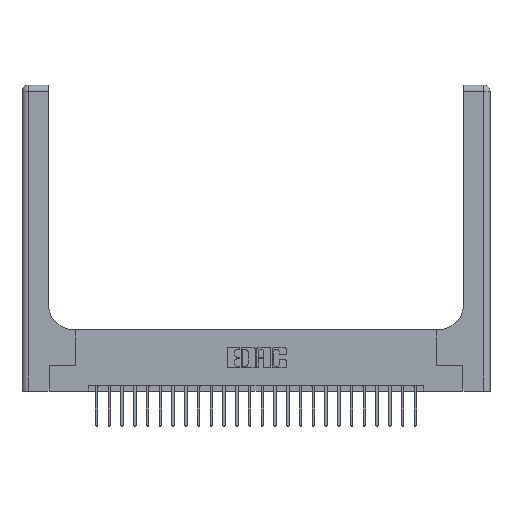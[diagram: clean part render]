
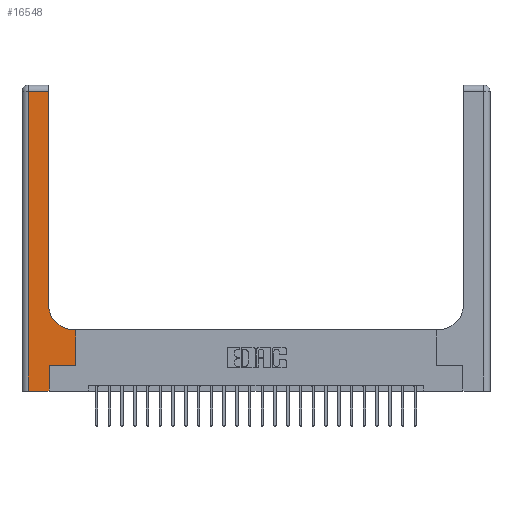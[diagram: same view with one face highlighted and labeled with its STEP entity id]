
A CAD part, top view. The second image highlights one B-rep face of the part: STEP entity #16548.
In plain terms, the highlighted planar face has unit normal (0, 0, 1).
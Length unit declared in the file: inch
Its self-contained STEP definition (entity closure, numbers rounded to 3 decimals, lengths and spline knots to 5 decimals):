
#62 = CARTESIAN_POINT ( 'NONE',  ( 0.26, 2.94, 0.37 ) ) ;
#168 = VECTOR ( 'NONE', #21989, 39.37008 ) ;
#537 = CARTESIAN_POINT ( 'NONE',  ( 0.51, 0.85, 0.37 ) ) ;
#652 = ORIENTED_EDGE ( 'NONE', *, *, #19279, .T. ) ;
#832 = CARTESIAN_POINT ( 'NONE',  ( 0.51, 0.6, 0.37 ) ) ;
#1011 = ORIENTED_EDGE ( 'NONE', *, *, #16596, .T. ) ;
#1371 = CARTESIAN_POINT ( 'NONE',  ( 0.26, 0.6, 0.37 ) ) ;
#1809 = DIRECTION ( 'NONE',  ( 0., 1., 0. ) ) ;
#2773 = LINE ( 'NONE', #1371, #168 ) ;
#3123 = CARTESIAN_POINT ( 'NONE',  ( 0.26, 3., 0.37 ) ) ;
#3286 = ORIENTED_EDGE ( 'NONE', *, *, #5289, .T. ) ;
#3467 = VECTOR ( 'NONE', #10477, 39.37008 ) ;
#3690 = CARTESIAN_POINT ( 'NONE',  ( 0.26, 0.85, 0.37 ) ) ;
#4041 = VECTOR ( 'NONE', #19424, 39.37008 ) ;
#4306 = CARTESIAN_POINT ( 'NONE',  ( 0.265, 0., 0.37 ) ) ;
#4473 = VERTEX_POINT ( 'NONE', #6503 ) ;
#4669 = CIRCLE ( 'NONE', #22077, 0.25 ) ;
#4922 = ORIENTED_EDGE ( 'NONE', *, *, #8853, .T. ) ;
#5289 = EDGE_CURVE ( 'NONE', #6060, #8484, #14348, .T. ) ;
#6001 = ORIENTED_EDGE ( 'NONE', *, *, #21275, .T. ) ;
#6060 = VERTEX_POINT ( 'NONE', #62 ) ;
#6210 = ORIENTED_EDGE ( 'NONE', *, *, #21164, .T. ) ;
#6254 = CARTESIAN_POINT ( 'NONE',  ( 0.265, 0.25, 0.37 ) ) ;
#6307 = DIRECTION ( 'NONE',  ( 1., 0., 0. ) ) ;
#6313 = CARTESIAN_POINT ( 'NONE',  ( 0.265, 0., 0.37 ) ) ;
#6503 = CARTESIAN_POINT ( 'NONE',  ( 0.06, 0., 0.37 ) ) ;
#6847 = LINE ( 'NONE', #4306, #10657 ) ;
#7005 = CARTESIAN_POINT ( 'NONE',  ( 0.06, 2.94, 0.37 ) ) ;
#7165 = DIRECTION ( 'NONE',  ( -1., 0., 0. ) ) ;
#7190 = AXIS2_PLACEMENT_3D ( 'NONE', #9059, #12837, #7165 ) ;
#7790 = CARTESIAN_POINT ( 'NONE',  ( 0.06, 3., 0.37 ) ) ;
#8003 = LINE ( 'NONE', #7790, #10627 ) ;
#8484 = VERTEX_POINT ( 'NONE', #7005 ) ;
#8802 = FACE_OUTER_BOUND ( 'NONE', #19766, .T. ) ;
#8826 = VERTEX_POINT ( 'NONE', #832 ) ;
#8853 = EDGE_CURVE ( 'NONE', #9565, #20160, #6847, .T. ) ;
#9059 = CARTESIAN_POINT ( 'NONE',  ( 0., 3., 0.37 ) ) ;
#9565 = VERTEX_POINT ( 'NONE', #6313 ) ;
#9674 = VECTOR ( 'NONE', #16328, 39.37008 ) ;
#10477 = DIRECTION ( 'NONE',  ( 0., 1., 0. ) ) ;
#10627 = VECTOR ( 'NONE', #20993, 39.37008 ) ;
#10657 = VECTOR ( 'NONE', #21286, 39.37008 ) ;
#11371 = VERTEX_POINT ( 'NONE', #12200 ) ;
#12200 = CARTESIAN_POINT ( 'NONE',  ( 0.528, 0.6, 0.37 ) ) ;
#12449 = CARTESIAN_POINT ( 'NONE',  ( 0.528, 0.25, 0.37 ) ) ;
#12837 = DIRECTION ( 'NONE',  ( 0., 0., -1. ) ) ;
#13010 = CARTESIAN_POINT ( 'NONE',  ( 0.528, 0.25, 0.37 ) ) ;
#13195 = VECTOR ( 'NONE', #1809, 39.37008 ) ;
#13411 = ORIENTED_EDGE ( 'NONE', *, *, #24288, .T. ) ;
#13625 = DIRECTION ( 'NONE',  ( 0., 0., -1. ) ) ;
#14225 = EDGE_CURVE ( 'NONE', #4473, #9565, #17432, .T. ) ;
#14348 = LINE ( 'NONE', #23672, #9674 ) ;
#14659 = ORIENTED_EDGE ( 'NONE', *, *, #14225, .T. ) ;
#15429 = DIRECTION ( 'NONE',  ( 1., 0., 0. ) ) ;
#16328 = DIRECTION ( 'NONE',  ( -1., 0., 0. ) ) ;
#16548 = ADVANCED_FACE ( 'NONE', ( #8802 ), #22094, .F. ) ;
#16596 = EDGE_CURVE ( 'NONE', #18909, #11371, #20005, .T. ) ;
#17432 = LINE ( 'NONE', #20862, #22135 ) ;
#18456 = LINE ( 'NONE', #6254, #4041 ) ;
#18909 = VERTEX_POINT ( 'NONE', #12449 ) ;
#19005 = VERTEX_POINT ( 'NONE', #3690 ) ;
#19279 = EDGE_CURVE ( 'NONE', #8826, #19005, #4669, .T. ) ;
#19424 = DIRECTION ( 'NONE',  ( 1., 0., 0. ) ) ;
#19766 = EDGE_LOOP ( 'NONE', ( #6001, #3286, #13411, #14659, #4922, #6210, #1011, #23622, #652 ) ) ;
#20005 = LINE ( 'NONE', #13010, #13195 ) ;
#20160 = VERTEX_POINT ( 'NONE', #22161 ) ;
#20862 = CARTESIAN_POINT ( 'NONE',  ( 0., 0., 0.37 ) ) ;
#20993 = DIRECTION ( 'NONE',  ( 0., -1., 0. ) ) ;
#21164 = EDGE_CURVE ( 'NONE', #20160, #18909, #18456, .T. ) ;
#21275 = EDGE_CURVE ( 'NONE', #19005, #6060, #23216, .T. ) ;
#21286 = DIRECTION ( 'NONE',  ( 0., 1., 0. ) ) ;
#21989 = DIRECTION ( 'NONE',  ( -1., 0., 0. ) ) ;
#22077 = AXIS2_PLACEMENT_3D ( 'NONE', #537, #13625, #6307 ) ;
#22094 = PLANE ( 'NONE',  #7190 ) ;
#22135 = VECTOR ( 'NONE', #15429, 39.37008 ) ;
#22161 = CARTESIAN_POINT ( 'NONE',  ( 0.265, 0.25, 0.37 ) ) ;
#23216 = LINE ( 'NONE', #3123, #3467 ) ;
#23376 = EDGE_CURVE ( 'NONE', #11371, #8826, #2773, .T. ) ;
#23622 = ORIENTED_EDGE ( 'NONE', *, *, #23376, .T. ) ;
#23672 = CARTESIAN_POINT ( 'NONE',  ( 0., 2.94, 0.37 ) ) ;
#24288 = EDGE_CURVE ( 'NONE', #8484, #4473, #8003, .T. ) ;
